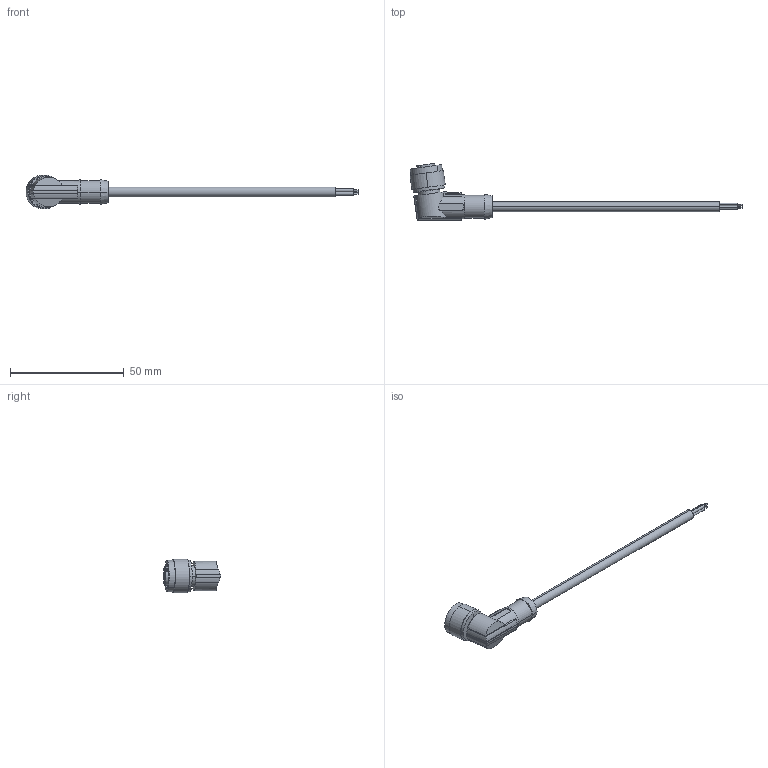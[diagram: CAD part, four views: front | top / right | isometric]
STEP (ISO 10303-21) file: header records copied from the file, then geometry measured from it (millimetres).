
FILE_DESCRIPTION(('SolidDesigner STEP Export'),'2;1');
FILE_NAME('1505326_SAC_3P_5.0_PVC_M12FR_2L-select.stp','2015-02-06T12:43:23',(''),(''),'Creo Elements/Direct Modeling STEP processor for AP214 (Solid Model)','Creo Elements/Direct Modeling 18.1B 29-Sep-2012 (C) Parametric Technology GmbH','');
FILE_SCHEMA(('AUTOMOTIVE_DESIGN { 1 0 10303 214 1 1 1 1 }'));
Length unit declared in the file: millimetre
Products named in the file (2): 1505326_SAC_3P_5.0_PVC_M12FR_2L-select
Assembly tree (1 placements, depth 2):
  1505326_SAC_3P_5.0_PVC_M12FR_2L-select
    1505326_SAC_3P_5.0_PVC_M12FR_2L-select
Bounding box: 146.16 x 25.19 x 14.79 mm (x, y, z)
Volume: 6227.2 mm3; surface area: 4251.7 mm2
Topology: 1 solids, 1 shells, 125 faces, 309 edges, 205 vertices
Faces by surface type: cylinder 61, plane 52, cone 12
Entity records: 5339 total; most frequent: CARTESIAN_POINT 1423, ORIENTED_EDGE 618, DIRECTION 566, EDGE_CURVE 309, AXIS2_PLACEMENT_3D 210, VERTEX_POINT 205, VECTOR 146, LINE 146
